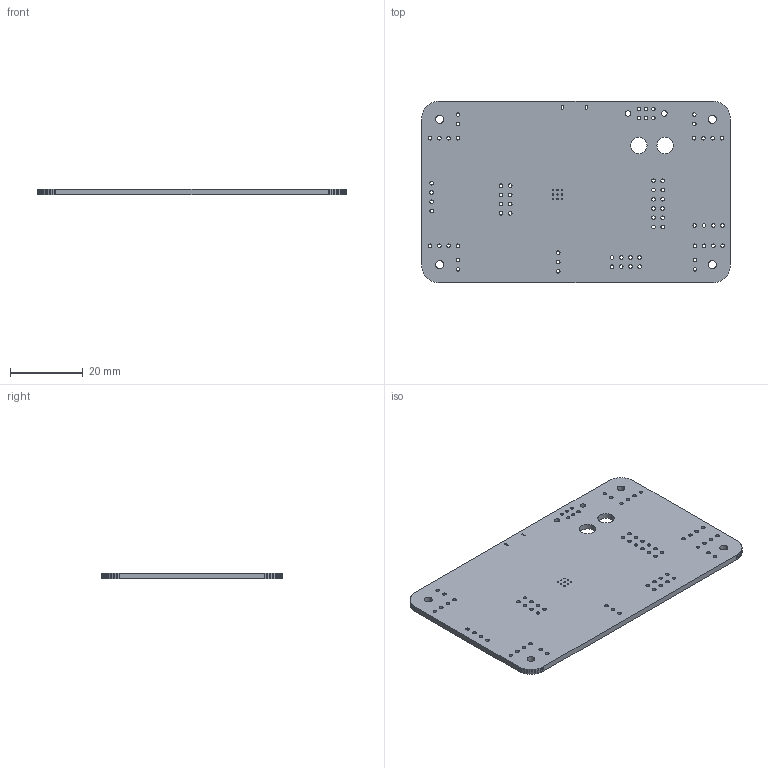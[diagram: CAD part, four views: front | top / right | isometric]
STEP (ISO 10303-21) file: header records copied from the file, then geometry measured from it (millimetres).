
FILE_DESCRIPTION(/* description */ ('STEP AP242','CAx-IF Rec.Pracs.---Representation and Presentation of Product Manufacturing Information (PMI)---4.0---2014-10-13','CAx-IF Rec.Pracs.---3D Tessellated Geometry---0.4---2014-09-14','2;1'),/* implementation_level */ '2;1');
FILE_NAME(/* name */ '646e7defe2dd5768ccb82010',/* time_stamp */ '2023-05-24T21:13:19Z',/* author */ (''),/* organization */ (''),/* preprocessor_version */ 'ST-DEVELOPER v19.4',/* originating_system */ ' ',/* authorisation */ ' ');
FILE_SCHEMA (('AP242_MANAGED_MODEL_BASED_3D_ENGINEERING_MIM_LF { 1 0 10303 442 1 1 4 }'));
Length unit declared in the file: metre
Products named in the file (1): PCB
Bounding box: 85 x 50 x 1.58 mm (x, y, z)
Volume: 6513.3 mm3; surface area: 9126.4 mm2
Topology: 1 solids, 1 shells, 200 faces, 594 edges, 396 vertices
Faces by surface type: plane 114, cylinder 86
Full cylindrical faces by diameter (mm): 0.35 x9, 0.93 x6, 1 x63, 1.51 x2, 2.2 x4, 4.5 x2
Entity records: 6674 total; most frequent: CARTESIAN_POINT 1105, DIRECTION 1082, ORIENTED_EDGE 1016, EDGE_CURVE 508, EDGE_LOOP 462, FACE_BOUND 462, VERTEX_POINT 396, AXIS2_PLACEMENT_3D 373
